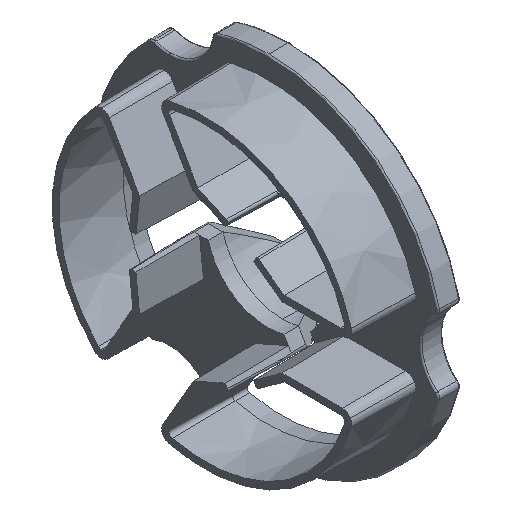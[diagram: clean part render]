
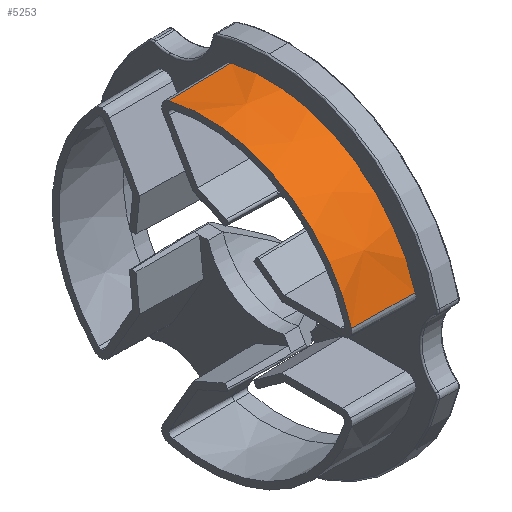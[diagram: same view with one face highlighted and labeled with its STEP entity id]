
A CAD part, isometric view. The second image highlights one B-rep face of the part: STEP entity #5253.
In plain terms, the highlighted conical face has half-angle 1 degrees and reference radius 10.55 mm.
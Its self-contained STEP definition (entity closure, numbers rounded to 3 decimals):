
#65 = CARTESIAN_POINT ( 'NONE',  ( 0., 2.514, 10.246 ) ) ;
#120 = CARTESIAN_POINT ( 'NONE',  ( -4.3, -10.058, 2.924 ) ) ;
#350 = LINE ( 'NONE', #4498, #391 ) ;
#391 = VECTOR ( 'NONE', #2719, 1000. ) ;
#401 = VERTEX_POINT ( 'NONE', #780 ) ;
#622 = EDGE_LOOP ( 'NONE', ( #1813, #3159, #3801, #3200 ) ) ;
#748 = CARTESIAN_POINT ( 'NONE',  ( 0., 0., 0. ) ) ;
#780 = CARTESIAN_POINT ( 'NONE',  ( 0., -10.13, 2.945 ) ) ;
#897 = AXIS2_PLACEMENT_3D ( 'NONE', #748, #5295, #3600 ) ;
#1076 = FACE_OUTER_BOUND ( 'NONE', #622, .T. ) ;
#1122 = DIRECTION ( 'NONE',  ( 1., 0., 0. ) ) ;
#1391 = CONICAL_SURFACE ( 'NONE', #2628, 10.55, 0.017 ) ;
#1586 = VERTEX_POINT ( 'NONE', #65 ) ;
#1674 = CARTESIAN_POINT ( 'NONE',  ( 0., 2.514, 10.246 ) ) ;
#1770 = CIRCLE ( 'NONE', #5414, 10.475 ) ;
#1813 = ORIENTED_EDGE ( 'NONE', *, *, #4593, .T. ) ;
#1824 = VERTEX_POINT ( 'NONE', #4486 ) ;
#2288 = CARTESIAN_POINT ( 'NONE',  ( 0., 0., 0. ) ) ;
#2456 = VERTEX_POINT ( 'NONE', #120 ) ;
#2628 = AXIS2_PLACEMENT_3D ( 'NONE', #2288, #1122, #4796 ) ;
#2719 = DIRECTION ( 'NONE',  ( 1., -0.017, 0.005 ) ) ;
#3156 = EDGE_CURVE ( 'NONE', #1824, #1586, #4069, .T. ) ;
#3159 = ORIENTED_EDGE ( 'NONE', *, *, #3156, .F. ) ;
#3200 = ORIENTED_EDGE ( 'NONE', *, *, #4160, .T. ) ;
#3600 = DIRECTION ( 'NONE',  ( 0., -0.866, -0.5 ) ) ;
#3801 = ORIENTED_EDGE ( 'NONE', *, *, #4494, .F. ) ;
#3960 = CIRCLE ( 'NONE', #897, 10.55 ) ;
#4069 = LINE ( 'NONE', #1674, #4523 ) ;
#4160 = EDGE_CURVE ( 'NONE', #2456, #401, #350, .T. ) ;
#4486 = CARTESIAN_POINT ( 'NONE',  ( -4.3, 2.497, 10.173 ) ) ;
#4494 = EDGE_CURVE ( 'NONE', #2456, #1824, #1770, .T. ) ;
#4498 = CARTESIAN_POINT ( 'NONE',  ( 0., -10.13, 2.945 ) ) ;
#4523 = VECTOR ( 'NONE', #6885, 1000. ) ;
#4540 = CARTESIAN_POINT ( 'NONE',  ( -4.3, 0., 0. ) ) ;
#4593 = EDGE_CURVE ( 'NONE', #401, #1586, #3960, .T. ) ;
#4652 = DIRECTION ( 'NONE',  ( -1., 0., 0. ) ) ;
#4796 = DIRECTION ( 'NONE',  ( 0., -0.866, -0.5 ) ) ;
#5253 = ADVANCED_FACE ( 'NONE', ( #1076 ), #1391, .T. ) ;
#5295 = DIRECTION ( 'NONE',  ( -1., 0., 0. ) ) ;
#5414 = AXIS2_PLACEMENT_3D ( 'NONE', #4540, #4652, #6968 ) ;
#6885 = DIRECTION ( 'NONE',  ( 1., 0.004, 0.017 ) ) ;
#6968 = DIRECTION ( 'NONE',  ( 0., 0., -1. ) ) ;
